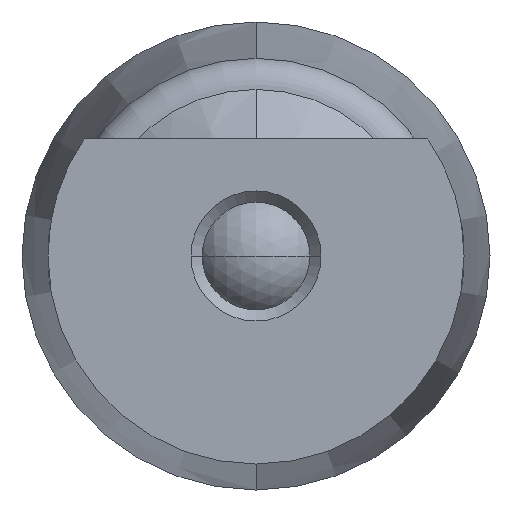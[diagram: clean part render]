
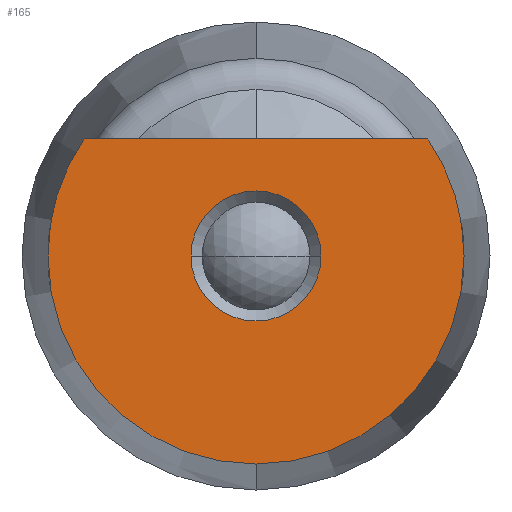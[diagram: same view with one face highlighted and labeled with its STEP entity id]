
A CAD part, front view. The second image highlights one B-rep face of the part: STEP entity #165.
In plain terms, the highlighted planar face has unit normal (0, -1, 0).
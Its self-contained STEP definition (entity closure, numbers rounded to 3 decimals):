
#165=ADVANCED_FACE('',(#328,#329),#330,.T.);
#328=FACE_BOUND('',#485,.T.);
#329=FACE_OUTER_BOUND('',#486,.T.);
#330=PLANE('',#487);
#485=EDGE_LOOP('',(#914,#915));
#486=EDGE_LOOP('',(#916,#917,#918,#919));
#487=AXIS2_PLACEMENT_3D('',#920,#921,#922);
#914=ORIENTED_EDGE('',*,*,#1038,.T.);
#915=ORIENTED_EDGE('',*,*,#1052,.T.);
#916=ORIENTED_EDGE('',*,*,#1090,.T.);
#917=ORIENTED_EDGE('',*,*,#1005,.T.);
#918=ORIENTED_EDGE('',*,*,#1010,.T.);
#919=ORIENTED_EDGE('',*,*,#1079,.T.);
#920=CARTESIAN_POINT('',(0.0,0.0,0.0));
#921=DIRECTION('',(0.0,-1.0,0.0));
#922=DIRECTION('',(-1.0,0.0,0.0));
#1005=EDGE_CURVE('',#1216,#1214,#1217,.T.);
#1010=EDGE_CURVE('',#1214,#1222,#1225,.T.);
#1038=EDGE_CURVE('',#1267,#1269,#1271,.T.);
#1052=EDGE_CURVE('',#1269,#1267,#1289,.T.);
#1079=EDGE_CURVE('',#1222,#1324,#1326,.T.);
#1090=EDGE_CURVE('',#1324,#1216,#1339,.T.);
#1214=VERTEX_POINT('',#1591);
#1216=VERTEX_POINT('',#1594);
#1217=CIRCLE('',#1595,8.0);
#1222=VERTEX_POINT('',#1601);
#1225=CIRCLE('',#1605,8.0);
#1267=VERTEX_POINT('',#1709);
#1269=VERTEX_POINT('',#1712);
#1271=CIRCLE('',#1715,2.5);
#1289=CIRCLE('',#1735,2.5);
#1324=VERTEX_POINT('',#1798);
#1326=CIRCLE('',#1801,8.0);
#1339=LINE('',#1828,#1829);
#1591=CARTESIAN_POINT('',(-8.0,0.0,0.));
#1594=CARTESIAN_POINT('',(-6.614,0.0,4.5));
#1595=AXIS2_PLACEMENT_3D('',#1963,#1964,#1965);
#1601=CARTESIAN_POINT('',(8.0,0.0,0.));
#1605=AXIS2_PLACEMENT_3D('',#1971,#1972,#1973);
#1709=CARTESIAN_POINT('',(-2.5,0.0,0.0));
#1712=CARTESIAN_POINT('',(2.5,0.0,0.));
#1715=AXIS2_PLACEMENT_3D('',#2002,#2003,#2004);
#1735=AXIS2_PLACEMENT_3D('',#2025,#2026,#2027);
#1798=CARTESIAN_POINT('',(6.614,0.0,4.5));
#1801=AXIS2_PLACEMENT_3D('',#2054,#2055,#2056);
#1828=CARTESIAN_POINT('',(0.0,0.0,4.5));
#1829=VECTOR('',#2062,1.0);
#1963=CARTESIAN_POINT('',(0.0,0.0,0.0));
#1964=DIRECTION('',(0.0,-1.0,0.0));
#1965=DIRECTION('',(1.0,0.0,0.0));
#1971=CARTESIAN_POINT('',(0.0,0.0,0.0));
#1972=DIRECTION('',(0.0,-1.0,0.0));
#1973=DIRECTION('',(1.0,0.0,0.0));
#2002=CARTESIAN_POINT('',(0.0,0.0,0.0));
#2003=DIRECTION('',(0.0,1.0,0.0));
#2004=DIRECTION('',(-1.0,0.0,0.0));
#2025=CARTESIAN_POINT('',(0.0,0.0,0.0));
#2026=DIRECTION('',(0.0,1.0,0.0));
#2027=DIRECTION('',(-1.0,0.0,0.0));
#2054=CARTESIAN_POINT('',(0.0,0.0,0.0));
#2055=DIRECTION('',(0.0,-1.0,0.0));
#2056=DIRECTION('',(1.0,0.0,0.0));
#2062=DIRECTION('',(-1.0,0.0,0.0));
